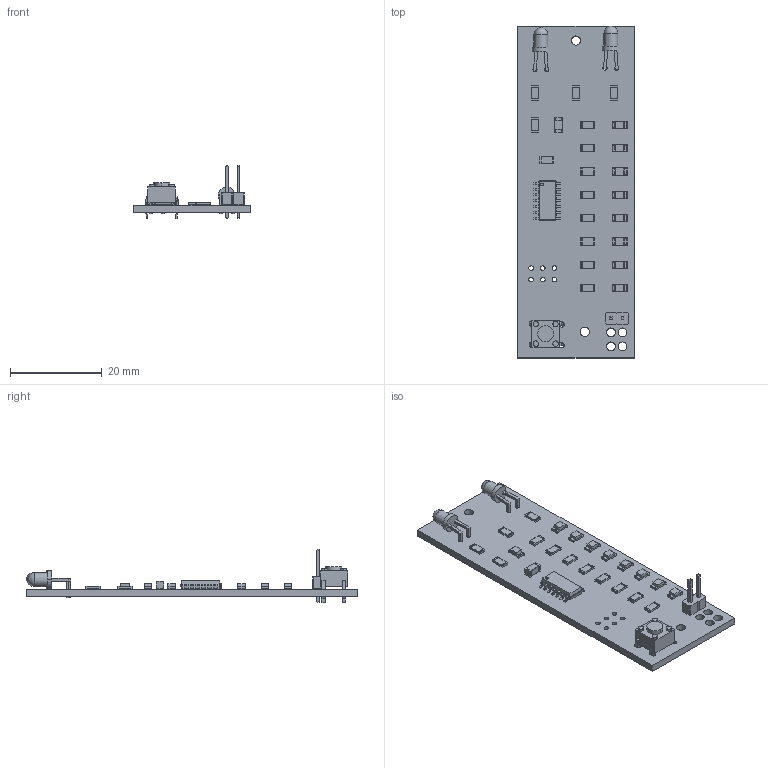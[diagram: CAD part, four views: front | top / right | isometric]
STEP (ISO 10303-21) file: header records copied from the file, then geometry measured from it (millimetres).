
FILE_DESCRIPTION(('KiCad electronic assembly'),'2;1');
FILE_NAME('avr-smt-44.step','2024-11-13T12:27:44',('Pcbnew'),('Kicad'), 'Open CASCADE STEP processor 7.6','KiCad to STEP converter','Unknown' );
FILE_SCHEMA(('AUTOMOTIVE_DESIGN { 1 0 10303 214 1 1 1 1 }'));
Length unit declared in the file: millimetre
Products named in the file (16): avr-smt-44 1; C_1206_3216Metric; R_1206_3216Metric; B3F-1000; B3F_1000; LED_1206_3216Metric; PinHeader_1x02_P2.54mm_Vertical; PinHeader_1x02_P254mm_Vertical; SOIC-14_3.9x8.7mm_P1.27mm; SOIC_14_39x87mm_P127mm; LED_D3.0mm_Horizontal_O3.81mm_Z2.0mm; avr-smt-44_PCB
Assembly tree (35 placements, depth 3):
  avr-smt-44 1
    C_1206_3216Metric
      C_1206_3216Metric
    R_1206_3216Metric  x12
      R_1206_3216Metric
    B3F-1000
      B3F_1000
    LED_1206_3216Metric  x9
      LED_1206_3216Metric
    PinHeader_1x02_P2.54mm_Vertical
      PinHeader_1x02_P254mm_Vertical
    SOIC-14_3.9x8.7mm_P1.27mm
      SOIC_14_39x87mm_P127mm
    LED_D3.0mm_Horizontal_O3.81mm_Z2.0mm  x2
      LED_D3.0mm_Horizontal_O3.81mm_Z2.0mm
    avr-smt-44_PCB
Bounding box: 25.4 x 72.39 x 11.59 mm (x, y, z)
Volume: 3193.5 mm3; surface area: 5108.6 mm2
Topology: 27 solids, 29 shells, 1255 faces, 3266 edges, 2092 vertices
Faces by surface type: plane 938, cylinder 277, bspline 38, sphere 2
Full cylindrical faces by diameter (mm): 0.6 x1, 0.813 x2, 0.9 x4, 1 x6, 1.067 x4, 1.905 x4, 2 x2, 3 x2
Entity records: 19449 total; most frequent: CARTESIAN_POINT 2951, ORIENTED_EDGE 2734, DIRECTION 2646, EDGE_CURVE 1367, LINE 1084, VECTOR 1084, VERTEX_POINT 870, AXIS2_PLACEMENT_3D 781
